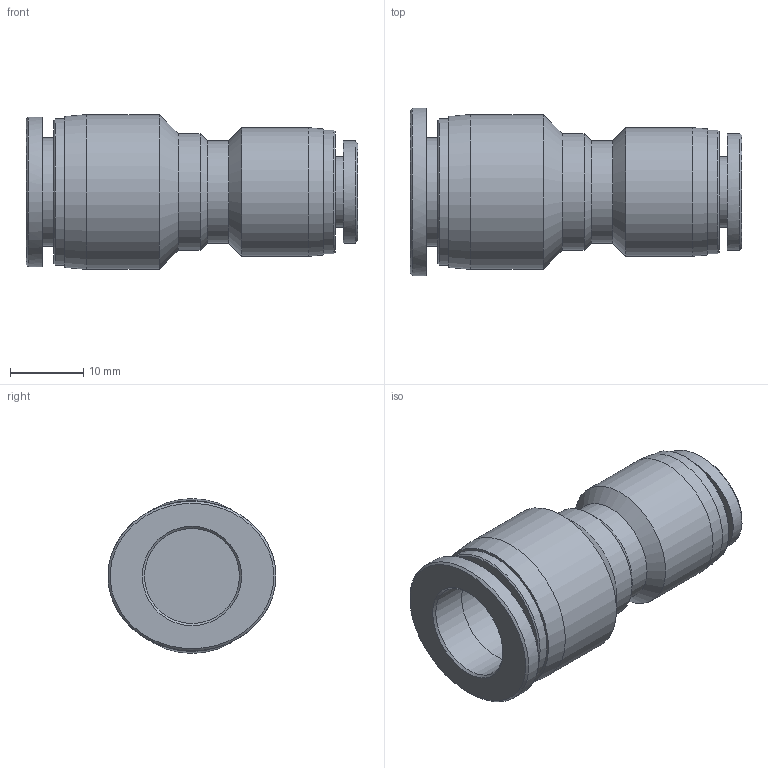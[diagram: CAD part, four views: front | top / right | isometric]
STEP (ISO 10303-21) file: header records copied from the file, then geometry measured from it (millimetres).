
FILE_DESCRIPTION((''),'2;1');
FILE_NAME('PG 1_2-5_16.stp','2016-10-12T10:02:56',('Administrator'),(''),'Autodesk Inventor 2013','Autodesk Inventor 2013','');
FILE_SCHEMA(('CONFIG_CONTROL_DESIGN'));
Length unit declared in the file: millimetre
Products named in the file (4): PG 1_2-5_16; NG N1_2-N5_16 BODY(INSERT); SLEEVE N1_2L; SLEEVE N5_16-1008L
Assembly tree (3 placements, depth 2):
  PG 1_2-5_16
    NG N1_2-N5_16 BODY(INSERT)
    SLEEVE N1_2L
    SLEEVE N5_16-1008L
Bounding box: 45.4 x 22.99 x 21.2 mm (x, y, z)
Volume: 7826.1 mm3; surface area: 5922.4 mm2
Topology: 3 solids, 3 shells, 37 faces, 61 edges, 36 vertices
Faces by surface type: cylinder 12, plane 12, cone 9, bspline 4
Full cylindrical faces by diameter (mm): 8.2 x2, 9.7 x1, 13 x2, 14 x1, 14.8 x1, 16 x1, 16.9 x1, 17.6 x1, 20 x1, 21.2 x1
Entity records: 1070 total; most frequent: CARTESIAN_POINT 350, DIRECTION 146, ORIENTED_EDGE 76, AXIS2_PLACEMENT_3D 72, EDGE_LOOP 70, EDGE_CURVE 38, FACE_OUTER_BOUND 37, ADVANCED_FACE 37
